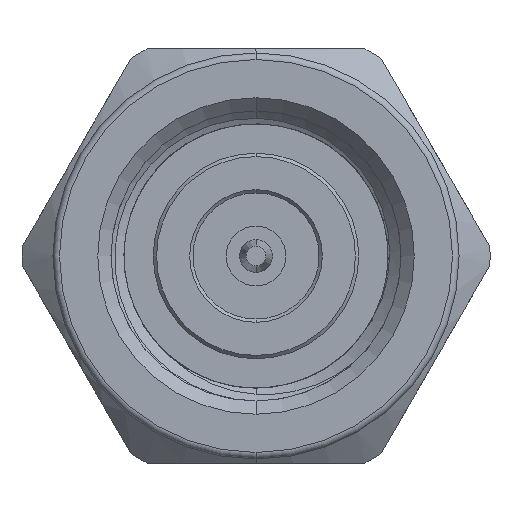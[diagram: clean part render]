
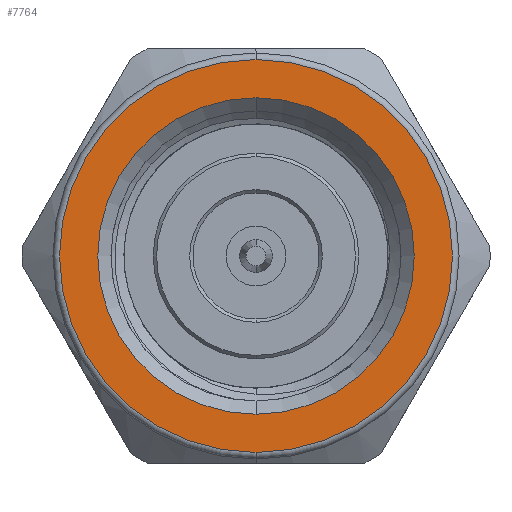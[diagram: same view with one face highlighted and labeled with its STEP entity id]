
A CAD part, left-side view. The second image highlights one B-rep face of the part: STEP entity #7764.
In plain terms, the highlighted planar face has unit normal (-1, 0, 0).
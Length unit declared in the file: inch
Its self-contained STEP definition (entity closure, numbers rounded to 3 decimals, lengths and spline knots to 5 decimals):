
#67 = DIRECTION ( 'NONE',  ( 1., 0., 0. ) ) ;
#106 = PLANE ( 'NONE',  #6666 ) ;
#345 = CIRCLE ( 'NONE', #1788, 0.23875 ) ;
#370 = ORIENTED_EDGE ( 'NONE', *, *, #5936, .T. ) ;
#696 = VERTEX_POINT ( 'NONE', #793 ) ;
#780 = FACE_OUTER_BOUND ( 'NONE', #3702, .T. ) ;
#793 = CARTESIAN_POINT ( 'NONE',  ( -0.92611, -0.16418, 0.23875 ) ) ;
#839 = ORIENTED_EDGE ( 'NONE', *, *, #3690, .T. ) ;
#1053 = CIRCLE ( 'NONE', #5641, 0.23875 ) ;
#1211 = VERTEX_POINT ( 'NONE', #2246 ) ;
#1352 = DIRECTION ( 'NONE',  ( 0., 0., 1. ) ) ;
#1788 = AXIS2_PLACEMENT_3D ( 'NONE', #5071, #7597, #6920 ) ;
#1934 = DIRECTION ( 'NONE',  ( 0., 0., 1. ) ) ;
#2246 = CARTESIAN_POINT ( 'NONE',  ( -0.92611, -0.16418, -0.29635 ) ) ;
#2595 = CARTESIAN_POINT ( 'NONE',  ( -0.92611, -0.16418, 0.29635 ) ) ;
#2880 = EDGE_LOOP ( 'NONE', ( #839, #370 ) ) ;
#3382 = FACE_BOUND ( 'NONE', #2880, .T. ) ;
#3430 = EDGE_CURVE ( 'NONE', #5980, #1211, #4901, .T. ) ;
#3617 = ORIENTED_EDGE ( 'NONE', *, *, #4995, .T. ) ;
#3690 = EDGE_CURVE ( 'NONE', #696, #7534, #1053, .T. ) ;
#3696 = DIRECTION ( 'NONE',  ( -1., 0., 0. ) ) ;
#3702 = EDGE_LOOP ( 'NONE', ( #7963, #3617 ) ) ;
#4024 = DIRECTION ( 'NONE',  ( 0., 0., 1. ) ) ;
#4296 = DIRECTION ( 'NONE',  ( 0., 0., 1. ) ) ;
#4424 = CARTESIAN_POINT ( 'NONE',  ( -0.92611, -0.16418, 0. ) ) ;
#4770 = AXIS2_PLACEMENT_3D ( 'NONE', #6292, #7620, #1352 ) ;
#4901 = CIRCLE ( 'NONE', #6318, 0.29635 ) ;
#4937 = CARTESIAN_POINT ( 'NONE',  ( -0.92611, -0.16418, -0.23875 ) ) ;
#4995 = EDGE_CURVE ( 'NONE', #1211, #5980, #7416, .T. ) ;
#5071 = CARTESIAN_POINT ( 'NONE',  ( -0.92611, -0.16418, 0. ) ) ;
#5641 = AXIS2_PLACEMENT_3D ( 'NONE', #5650, #67, #1934 ) ;
#5650 = CARTESIAN_POINT ( 'NONE',  ( -0.92611, -0.16418, 0. ) ) ;
#5936 = EDGE_CURVE ( 'NONE', #7534, #696, #345, .T. ) ;
#5980 = VERTEX_POINT ( 'NONE', #2595 ) ;
#6292 = CARTESIAN_POINT ( 'NONE',  ( -0.92611, -0.16418, 0. ) ) ;
#6318 = AXIS2_PLACEMENT_3D ( 'NONE', #7981, #3696, #4296 ) ;
#6417 = DIRECTION ( 'NONE',  ( -1., 0., 0. ) ) ;
#6666 = AXIS2_PLACEMENT_3D ( 'NONE', #4424, #6417, #4024 ) ;
#6920 = DIRECTION ( 'NONE',  ( 0., 0., 1. ) ) ;
#7416 = CIRCLE ( 'NONE', #4770, 0.29635 ) ;
#7534 = VERTEX_POINT ( 'NONE', #4937 ) ;
#7597 = DIRECTION ( 'NONE',  ( 1., 0., 0. ) ) ;
#7620 = DIRECTION ( 'NONE',  ( -1., 0., 0. ) ) ;
#7764 = ADVANCED_FACE ( 'NONE', ( #3382, #780 ), #106, .T. ) ;
#7963 = ORIENTED_EDGE ( 'NONE', *, *, #3430, .T. ) ;
#7981 = CARTESIAN_POINT ( 'NONE',  ( -0.92611, -0.16418, 0. ) ) ;
